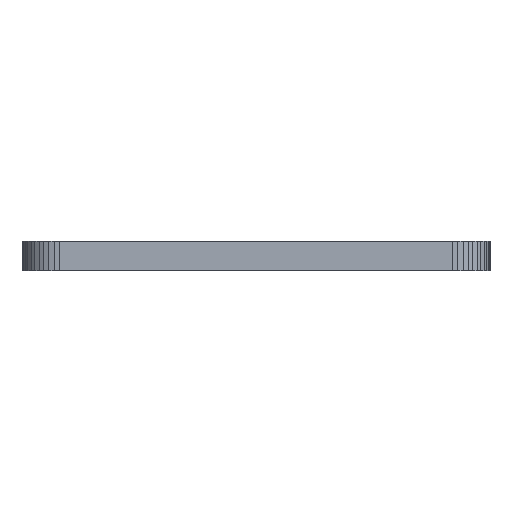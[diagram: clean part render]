
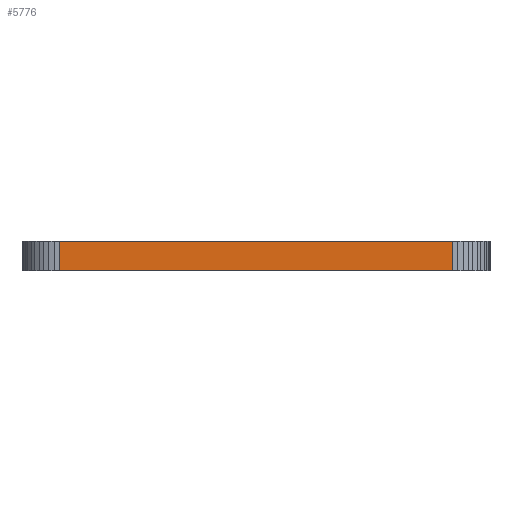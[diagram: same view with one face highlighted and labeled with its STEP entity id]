
A CAD part, left-side view. The second image highlights one B-rep face of the part: STEP entity #5776.
In plain terms, the highlighted planar face has unit normal (-1, 0, 0).
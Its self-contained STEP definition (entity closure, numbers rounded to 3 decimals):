
#83 = PLANE('',#84);
#84 = AXIS2_PLACEMENT_3D('',#85,#86,#87);
#85 = CARTESIAN_POINT('',(147.,-93.5,1.6));
#86 = DIRECTION('',(-0.,-0.,-1.));
#87 = DIRECTION('',(-1.,0.,0.));
#137 = PLANE('',#138);
#138 = AXIS2_PLACEMENT_3D('',#139,#140,#141);
#139 = CARTESIAN_POINT('',(147.,-93.5,0.));
#140 = DIRECTION('',(-0.,-0.,-1.));
#141 = DIRECTION('',(-1.,0.,0.));
#1170 = VERTEX_POINT('',#1171);
#1171 = CARTESIAN_POINT('',(77.,-104.,0.));
#1185 = PLANE('',#1186);
#1186 = AXIS2_PLACEMENT_3D('',#1187,#1188,#1189);
#1187 = CARTESIAN_POINT('',(77.02,-104.285,0.));
#1188 = DIRECTION('',(-0.997,-0.071,0.));
#1189 = DIRECTION('',(-0.071,0.997,0.));
#1197 = EDGE_CURVE('',#1170,#1198,#1200,.T.);
#1198 = VERTEX_POINT('',#1199);
#1199 = CARTESIAN_POINT('',(77.,-83.,0.));
#1200 = SURFACE_CURVE('',#1201,(#1205,#1212),.PCURVE_S1.);
#1201 = LINE('',#1202,#1203);
#1202 = CARTESIAN_POINT('',(77.,-104.,0.));
#1203 = VECTOR('',#1204,1.);
#1204 = DIRECTION('',(0.,1.,0.));
#1205 = PCURVE('',#137,#1206);
#1206 = DEFINITIONAL_REPRESENTATION('',(#1207),#1211);
#1207 = LINE('',#1208,#1209);
#1208 = CARTESIAN_POINT('',(70.,-10.5));
#1209 = VECTOR('',#1210,1.);
#1210 = DIRECTION('',(0.,1.));
#1211 = ( GEOMETRIC_REPRESENTATION_CONTEXT(2) 
PARAMETRIC_REPRESENTATION_CONTEXT() REPRESENTATION_CONTEXT('2D SPACE',''
  ) );
#1212 = PCURVE('',#1213,#1218);
#1213 = PLANE('',#1214);
#1214 = AXIS2_PLACEMENT_3D('',#1215,#1216,#1217);
#1215 = CARTESIAN_POINT('',(77.,-104.,0.));
#1216 = DIRECTION('',(-1.,0.,0.));
#1217 = DIRECTION('',(0.,1.,0.));
#1218 = DEFINITIONAL_REPRESENTATION('',(#1219),#1223);
#1219 = LINE('',#1220,#1221);
#1220 = CARTESIAN_POINT('',(0.,0.));
#1221 = VECTOR('',#1222,1.);
#1222 = DIRECTION('',(1.,0.));
#1223 = ( GEOMETRIC_REPRESENTATION_CONTEXT(2) 
PARAMETRIC_REPRESENTATION_CONTEXT() REPRESENTATION_CONTEXT('2D SPACE',''
  ) );
#1241 = PLANE('',#1242);
#1242 = AXIS2_PLACEMENT_3D('',#1243,#1244,#1245);
#1243 = CARTESIAN_POINT('',(77.,-83.,0.));
#1244 = DIRECTION('',(-0.997,0.071,0.));
#1245 = DIRECTION('',(0.071,0.997,0.));
#3639 = VERTEX_POINT('',#3640);
#3640 = CARTESIAN_POINT('',(77.,-104.,1.6));
#3661 = EDGE_CURVE('',#3639,#3662,#3664,.T.);
#3662 = VERTEX_POINT('',#3663);
#3663 = CARTESIAN_POINT('',(77.,-83.,1.6));
#3664 = SURFACE_CURVE('',#3665,(#3669,#3676),.PCURVE_S1.);
#3665 = LINE('',#3666,#3667);
#3666 = CARTESIAN_POINT('',(77.,-104.,1.6));
#3667 = VECTOR('',#3668,1.);
#3668 = DIRECTION('',(0.,1.,0.));
#3669 = PCURVE('',#83,#3670);
#3670 = DEFINITIONAL_REPRESENTATION('',(#3671),#3675);
#3671 = LINE('',#3672,#3673);
#3672 = CARTESIAN_POINT('',(70.,-10.5));
#3673 = VECTOR('',#3674,1.);
#3674 = DIRECTION('',(0.,1.));
#3675 = ( GEOMETRIC_REPRESENTATION_CONTEXT(2) 
PARAMETRIC_REPRESENTATION_CONTEXT() REPRESENTATION_CONTEXT('2D SPACE',''
  ) );
#3676 = PCURVE('',#1213,#3677);
#3677 = DEFINITIONAL_REPRESENTATION('',(#3678),#3682);
#3678 = LINE('',#3679,#3680);
#3679 = CARTESIAN_POINT('',(0.,-1.6));
#3680 = VECTOR('',#3681,1.);
#3681 = DIRECTION('',(1.,0.));
#3682 = ( GEOMETRIC_REPRESENTATION_CONTEXT(2) 
PARAMETRIC_REPRESENTATION_CONTEXT() REPRESENTATION_CONTEXT('2D SPACE',''
  ) );
#5726 = EDGE_CURVE('',#1198,#3662,#5727,.T.);
#5727 = SURFACE_CURVE('',#5728,(#5732,#5739),.PCURVE_S1.);
#5728 = LINE('',#5729,#5730);
#5729 = CARTESIAN_POINT('',(77.,-83.,0.));
#5730 = VECTOR('',#5731,1.);
#5731 = DIRECTION('',(0.,0.,1.));
#5732 = PCURVE('',#1241,#5733);
#5733 = DEFINITIONAL_REPRESENTATION('',(#5734),#5738);
#5734 = LINE('',#5735,#5736);
#5735 = CARTESIAN_POINT('',(0.,0.));
#5736 = VECTOR('',#5737,1.);
#5737 = DIRECTION('',(0.,-1.));
#5738 = ( GEOMETRIC_REPRESENTATION_CONTEXT(2) 
PARAMETRIC_REPRESENTATION_CONTEXT() REPRESENTATION_CONTEXT('2D SPACE',''
  ) );
#5739 = PCURVE('',#1213,#5740);
#5740 = DEFINITIONAL_REPRESENTATION('',(#5741),#5745);
#5741 = LINE('',#5742,#5743);
#5742 = CARTESIAN_POINT('',(21.,0.));
#5743 = VECTOR('',#5744,1.);
#5744 = DIRECTION('',(0.,-1.));
#5745 = ( GEOMETRIC_REPRESENTATION_CONTEXT(2) 
PARAMETRIC_REPRESENTATION_CONTEXT() REPRESENTATION_CONTEXT('2D SPACE',''
  ) );
#5776 = ADVANCED_FACE('',(#5777),#1213,.T.);
#5777 = FACE_BOUND('',#5778,.T.);
#5778 = EDGE_LOOP('',(#5779,#5800,#5801,#5802));
#5779 = ORIENTED_EDGE('',*,*,#5780,.T.);
#5780 = EDGE_CURVE('',#1170,#3639,#5781,.T.);
#5781 = SURFACE_CURVE('',#5782,(#5786,#5793),.PCURVE_S1.);
#5782 = LINE('',#5783,#5784);
#5783 = CARTESIAN_POINT('',(77.,-104.,0.));
#5784 = VECTOR('',#5785,1.);
#5785 = DIRECTION('',(0.,0.,1.));
#5786 = PCURVE('',#1213,#5787);
#5787 = DEFINITIONAL_REPRESENTATION('',(#5788),#5792);
#5788 = LINE('',#5789,#5790);
#5789 = CARTESIAN_POINT('',(0.,0.));
#5790 = VECTOR('',#5791,1.);
#5791 = DIRECTION('',(0.,-1.));
#5792 = ( GEOMETRIC_REPRESENTATION_CONTEXT(2) 
PARAMETRIC_REPRESENTATION_CONTEXT() REPRESENTATION_CONTEXT('2D SPACE',''
  ) );
#5793 = PCURVE('',#1185,#5794);
#5794 = DEFINITIONAL_REPRESENTATION('',(#5795),#5799);
#5795 = LINE('',#5796,#5797);
#5796 = CARTESIAN_POINT('',(0.285,0.));
#5797 = VECTOR('',#5798,1.);
#5798 = DIRECTION('',(0.,-1.));
#5799 = ( GEOMETRIC_REPRESENTATION_CONTEXT(2) 
PARAMETRIC_REPRESENTATION_CONTEXT() REPRESENTATION_CONTEXT('2D SPACE',''
  ) );
#5800 = ORIENTED_EDGE('',*,*,#3661,.T.);
#5801 = ORIENTED_EDGE('',*,*,#5726,.F.);
#5802 = ORIENTED_EDGE('',*,*,#1197,.F.);
